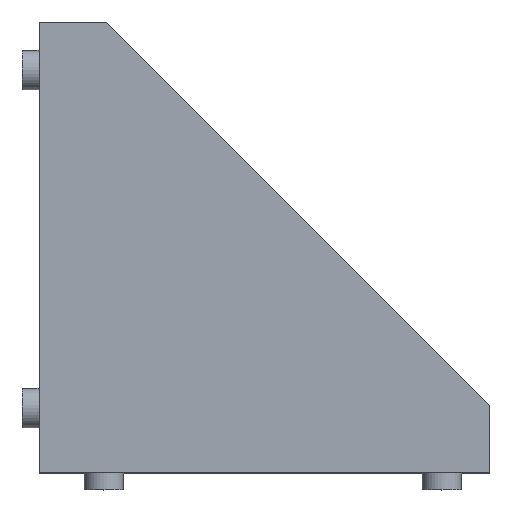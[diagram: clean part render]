
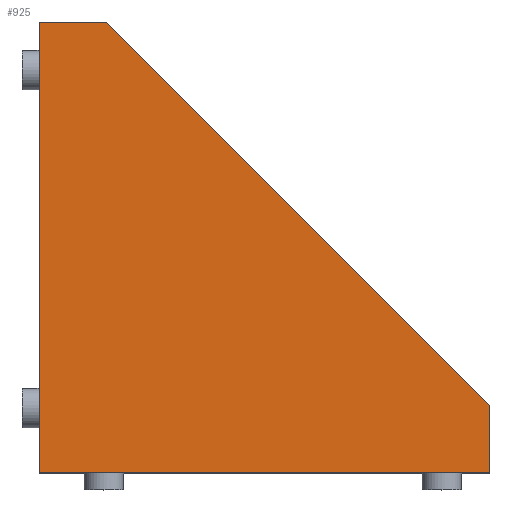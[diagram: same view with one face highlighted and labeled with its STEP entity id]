
A CAD part, top view. The second image highlights one B-rep face of the part: STEP entity #925.
In plain terms, the highlighted planar face has unit normal (0, 0, 1).
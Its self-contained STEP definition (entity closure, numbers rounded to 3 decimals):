
#24 = VERTEX_POINT('',#25);
#25 = CARTESIAN_POINT('',(0.,0.,17.));
#32 = PLANE('',#33);
#33 = AXIS2_PLACEMENT_3D('',#34,#35,#36);
#34 = CARTESIAN_POINT('',(0.,0.,0.));
#35 = DIRECTION('',(1.,0.,0.));
#36 = DIRECTION('',(0.,0.,1.));
#44 = PLANE('',#45);
#45 = AXIS2_PLACEMENT_3D('',#46,#47,#48);
#46 = CARTESIAN_POINT('',(0.,0.,0.));
#47 = DIRECTION('',(0.,1.,0.));
#48 = DIRECTION('',(0.,0.,1.));
#85 = VERTEX_POINT('',#86);
#86 = CARTESIAN_POINT('',(0.,20.,17.));
#100 = PLANE('',#101);
#101 = AXIS2_PLACEMENT_3D('',#102,#103,#104);
#102 = CARTESIAN_POINT('',(0.,20.,0.));
#103 = DIRECTION('',(0.,1.,0.));
#104 = DIRECTION('',(0.,0.,1.));
#112 = EDGE_CURVE('',#24,#85,#113,.T.);
#113 = SURFACE_CURVE('',#114,(#118,#125),.PCURVE_S1.);
#114 = LINE('',#115,#116);
#115 = CARTESIAN_POINT('',(0.,0.,17.));
#116 = VECTOR('',#117,1.);
#117 = DIRECTION('',(0.,1.,0.));
#118 = PCURVE('',#32,#119);
#119 = DEFINITIONAL_REPRESENTATION('',(#120),#124);
#120 = LINE('',#121,#122);
#121 = CARTESIAN_POINT('',(17.,0.));
#122 = VECTOR('',#123,1.);
#123 = DIRECTION('',(0.,-1.));
#124 = ( GEOMETRIC_REPRESENTATION_CONTEXT(2) 
PARAMETRIC_REPRESENTATION_CONTEXT() REPRESENTATION_CONTEXT('2D SPACE',''
  ) );
#125 = PCURVE('',#126,#131);
#126 = PLANE('',#127);
#127 = AXIS2_PLACEMENT_3D('',#128,#129,#130);
#128 = CARTESIAN_POINT('',(0.,0.,17.));
#129 = DIRECTION('',(0.,0.,1.));
#130 = DIRECTION('',(1.,0.,0.));
#131 = DEFINITIONAL_REPRESENTATION('',(#132),#136);
#132 = LINE('',#133,#134);
#133 = CARTESIAN_POINT('',(0.,0.));
#134 = VECTOR('',#135,1.);
#135 = DIRECTION('',(0.,1.));
#136 = ( GEOMETRIC_REPRESENTATION_CONTEXT(2) 
PARAMETRIC_REPRESENTATION_CONTEXT() REPRESENTATION_CONTEXT('2D SPACE',''
  ) );
#513 = EDGE_CURVE('',#24,#514,#516,.T.);
#514 = VERTEX_POINT('',#515);
#515 = CARTESIAN_POINT('',(20.,0.,17.));
#516 = SURFACE_CURVE('',#517,(#521,#528),.PCURVE_S1.);
#517 = LINE('',#518,#519);
#518 = CARTESIAN_POINT('',(0.,0.,17.));
#519 = VECTOR('',#520,1.);
#520 = DIRECTION('',(1.,0.,0.));
#521 = PCURVE('',#44,#522);
#522 = DEFINITIONAL_REPRESENTATION('',(#523),#527);
#523 = LINE('',#524,#525);
#524 = CARTESIAN_POINT('',(17.,0.));
#525 = VECTOR('',#526,1.);
#526 = DIRECTION('',(0.,1.));
#527 = ( GEOMETRIC_REPRESENTATION_CONTEXT(2) 
PARAMETRIC_REPRESENTATION_CONTEXT() REPRESENTATION_CONTEXT('2D SPACE',''
  ) );
#528 = PCURVE('',#126,#529);
#529 = DEFINITIONAL_REPRESENTATION('',(#530),#534);
#530 = LINE('',#531,#532);
#531 = CARTESIAN_POINT('',(0.,0.));
#532 = VECTOR('',#533,1.);
#533 = DIRECTION('',(1.,0.));
#534 = ( GEOMETRIC_REPRESENTATION_CONTEXT(2) 
PARAMETRIC_REPRESENTATION_CONTEXT() REPRESENTATION_CONTEXT('2D SPACE',''
  ) );
#550 = PLANE('',#551);
#551 = AXIS2_PLACEMENT_3D('',#552,#553,#554);
#552 = CARTESIAN_POINT('',(20.,0.,0.));
#553 = DIRECTION('',(1.,0.,0.));
#554 = DIRECTION('',(0.,0.,1.));
#925 = ADVANCED_FACE('',(#926),#126,.T.);
#926 = FACE_BOUND('',#927,.T.);
#927 = EDGE_LOOP('',(#928,#951,#952,#953,#976));
#928 = ORIENTED_EDGE('',*,*,#929,.F.);
#929 = EDGE_CURVE('',#85,#930,#932,.T.);
#930 = VERTEX_POINT('',#931);
#931 = CARTESIAN_POINT('',(3.,20.,17.));
#932 = SURFACE_CURVE('',#933,(#937,#944),.PCURVE_S1.);
#933 = LINE('',#934,#935);
#934 = CARTESIAN_POINT('',(0.,20.,17.));
#935 = VECTOR('',#936,1.);
#936 = DIRECTION('',(1.,0.,0.));
#937 = PCURVE('',#126,#938);
#938 = DEFINITIONAL_REPRESENTATION('',(#939),#943);
#939 = LINE('',#940,#941);
#940 = CARTESIAN_POINT('',(0.,20.));
#941 = VECTOR('',#942,1.);
#942 = DIRECTION('',(1.,0.));
#943 = ( GEOMETRIC_REPRESENTATION_CONTEXT(2) 
PARAMETRIC_REPRESENTATION_CONTEXT() REPRESENTATION_CONTEXT('2D SPACE',''
  ) );
#944 = PCURVE('',#100,#945);
#945 = DEFINITIONAL_REPRESENTATION('',(#946),#950);
#946 = LINE('',#947,#948);
#947 = CARTESIAN_POINT('',(17.,0.));
#948 = VECTOR('',#949,1.);
#949 = DIRECTION('',(0.,1.));
#950 = ( GEOMETRIC_REPRESENTATION_CONTEXT(2) 
PARAMETRIC_REPRESENTATION_CONTEXT() REPRESENTATION_CONTEXT('2D SPACE',''
  ) );
#951 = ORIENTED_EDGE('',*,*,#112,.F.);
#952 = ORIENTED_EDGE('',*,*,#513,.T.);
#953 = ORIENTED_EDGE('',*,*,#954,.T.);
#954 = EDGE_CURVE('',#514,#955,#957,.T.);
#955 = VERTEX_POINT('',#956);
#956 = CARTESIAN_POINT('',(20.,3.,17.));
#957 = SURFACE_CURVE('',#958,(#962,#969),.PCURVE_S1.);
#958 = LINE('',#959,#960);
#959 = CARTESIAN_POINT('',(20.,0.,17.));
#960 = VECTOR('',#961,1.);
#961 = DIRECTION('',(0.,1.,0.));
#962 = PCURVE('',#126,#963);
#963 = DEFINITIONAL_REPRESENTATION('',(#964),#968);
#964 = LINE('',#965,#966);
#965 = CARTESIAN_POINT('',(20.,0.));
#966 = VECTOR('',#967,1.);
#967 = DIRECTION('',(0.,1.));
#968 = ( GEOMETRIC_REPRESENTATION_CONTEXT(2) 
PARAMETRIC_REPRESENTATION_CONTEXT() REPRESENTATION_CONTEXT('2D SPACE',''
  ) );
#969 = PCURVE('',#550,#970);
#970 = DEFINITIONAL_REPRESENTATION('',(#971),#975);
#971 = LINE('',#972,#973);
#972 = CARTESIAN_POINT('',(17.,0.));
#973 = VECTOR('',#974,1.);
#974 = DIRECTION('',(0.,-1.));
#975 = ( GEOMETRIC_REPRESENTATION_CONTEXT(2) 
PARAMETRIC_REPRESENTATION_CONTEXT() REPRESENTATION_CONTEXT('2D SPACE',''
  ) );
#976 = ORIENTED_EDGE('',*,*,#977,.T.);
#977 = EDGE_CURVE('',#955,#930,#978,.T.);
#978 = SURFACE_CURVE('',#979,(#983,#990),.PCURVE_S1.);
#979 = LINE('',#980,#981);
#980 = CARTESIAN_POINT('',(23.,0.,17.));
#981 = VECTOR('',#982,1.);
#982 = DIRECTION('',(-0.707,0.707,0.));
#983 = PCURVE('',#126,#984);
#984 = DEFINITIONAL_REPRESENTATION('',(#985),#989);
#985 = LINE('',#986,#987);
#986 = CARTESIAN_POINT('',(23.,0.));
#987 = VECTOR('',#988,1.);
#988 = DIRECTION('',(-0.707,0.707));
#989 = ( GEOMETRIC_REPRESENTATION_CONTEXT(2) 
PARAMETRIC_REPRESENTATION_CONTEXT() REPRESENTATION_CONTEXT('2D SPACE',''
  ) );
#990 = PCURVE('',#991,#996);
#991 = PLANE('',#992);
#992 = AXIS2_PLACEMENT_3D('',#993,#994,#995);
#993 = CARTESIAN_POINT('',(23.,0.,0.));
#994 = DIRECTION('',(0.707,0.707,0.));
#995 = DIRECTION('',(0.,0.,1.));
#996 = DEFINITIONAL_REPRESENTATION('',(#997),#1001);
#997 = LINE('',#998,#999);
#998 = CARTESIAN_POINT('',(17.,0.));
#999 = VECTOR('',#1000,1.);
#1000 = DIRECTION('',(0.,-1.));
#1001 = ( GEOMETRIC_REPRESENTATION_CONTEXT(2) 
PARAMETRIC_REPRESENTATION_CONTEXT() REPRESENTATION_CONTEXT('2D SPACE',''
  ) );
